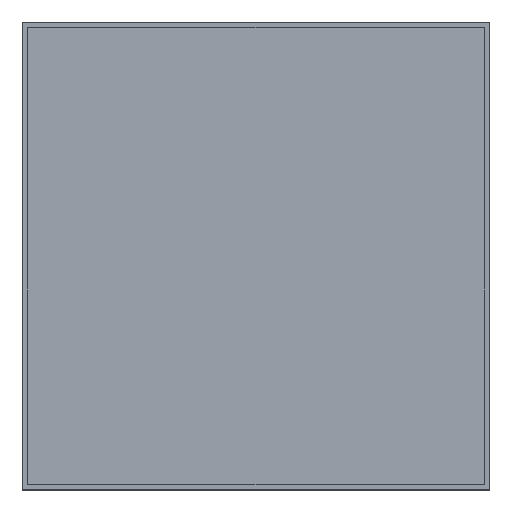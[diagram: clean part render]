
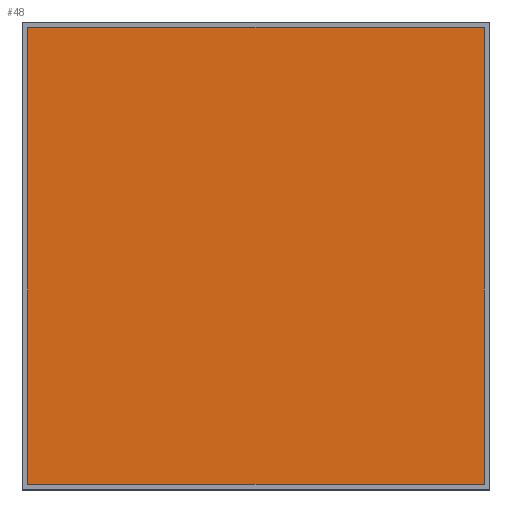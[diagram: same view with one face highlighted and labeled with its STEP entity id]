
A CAD part, top view. The second image highlights one B-rep face of the part: STEP entity #48.
In plain terms, the highlighted planar face has unit normal (0, 0, 1).
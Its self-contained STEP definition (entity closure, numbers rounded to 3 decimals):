
#8 = EDGE_CURVE ( 'NONE', #16, #26, #41, .T. ) ;
#13 = ORIENTED_EDGE ( 'NONE', *, *, #24, .T. ) ;
#14 = ORIENTED_EDGE ( 'NONE', *, *, #8, .T. ) ;
#16 = VERTEX_POINT ( 'NONE', #81 ) ;
#24 = EDGE_CURVE ( 'NONE', #25, #16, #283, .T. ) ;
#25 = VERTEX_POINT ( 'NONE', #264 ) ;
#26 = VERTEX_POINT ( 'NONE', #263 ) ;
#31 = EDGE_CURVE ( 'NONE', #26, #60, #222, .T. ) ;
#38 = DIRECTION ( 'NONE',  ( -1., 0., 0. ) ) ;
#39 = VECTOR ( 'NONE', #38, 1000. ) ;
#40 = CARTESIAN_POINT ( 'NONE',  ( 0.2, 17., 0.2 ) ) ;
#41 = LINE ( 'NONE', #40, #39 ) ;
#48 = ADVANCED_FACE ( 'NONE', ( #167 ), #166, .F. ) ;
#49 = EDGE_LOOP ( 'NONE', ( #50, #51, #13, #14 ) ) ;
#50 = ORIENTED_EDGE ( 'NONE', *, *, #31, .T. ) ;
#51 = ORIENTED_EDGE ( 'NONE', *, *, #54, .T. ) ;
#54 = EDGE_CURVE ( 'NONE', #60, #25, #164, .T. ) ;
#60 = VERTEX_POINT ( 'NONE', #151 ) ;
#81 = CARTESIAN_POINT ( 'NONE',  ( 17., 17., 0.2 ) ) ;
#151 = CARTESIAN_POINT ( 'NONE',  ( 0.2, 0.2, 0.2 ) ) ;
#158 = DIRECTION ( 'NONE',  ( 1., 0., 0. ) ) ;
#159 = VECTOR ( 'NONE', #158, 1000. ) ;
#160 = CARTESIAN_POINT ( 'NONE',  ( 0.2, 0.2, 0.2 ) ) ;
#161 = DIRECTION ( 'NONE',  ( -1., 0., 0. ) ) ;
#162 = DIRECTION ( 'NONE',  ( 0., 0., -1. ) ) ;
#163 = AXIS2_PLACEMENT_3D ( 'NONE', #165, #162, #161 ) ;
#164 = LINE ( 'NONE', #160, #159 ) ;
#165 = CARTESIAN_POINT ( 'NONE',  ( 0.2, 17., 0.2 ) ) ;
#166 = PLANE ( 'NONE',  #163 ) ;
#167 = FACE_OUTER_BOUND ( 'NONE', #49, .T. ) ;
#222 = LINE ( 'NONE', #229, #228 ) ;
#227 = DIRECTION ( 'NONE',  ( 0., -1., 0. ) ) ;
#228 = VECTOR ( 'NONE', #227, 1000. ) ;
#229 = CARTESIAN_POINT ( 'NONE',  ( 0.2, 0.2, 0.2 ) ) ;
#263 = CARTESIAN_POINT ( 'NONE',  ( 0.2, 17., 0.2 ) ) ;
#264 = CARTESIAN_POINT ( 'NONE',  ( 17., 0.2, 0.2 ) ) ;
#265 = DIRECTION ( 'NONE',  ( 0., 1., 0. ) ) ;
#266 = VECTOR ( 'NONE', #265, 1000. ) ;
#282 = CARTESIAN_POINT ( 'NONE',  ( 17., 0.2, 0.2 ) ) ;
#283 = LINE ( 'NONE', #282, #266 ) ;
